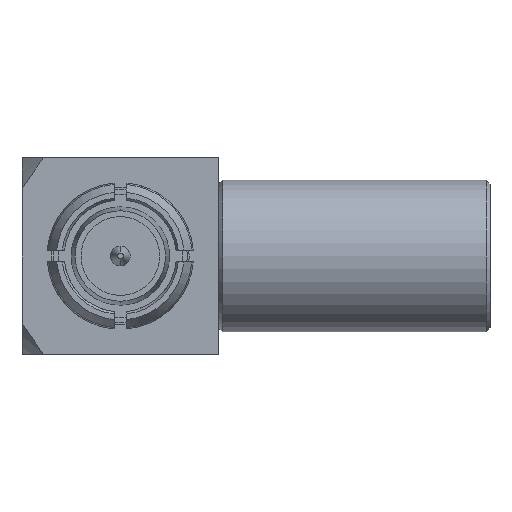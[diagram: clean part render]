
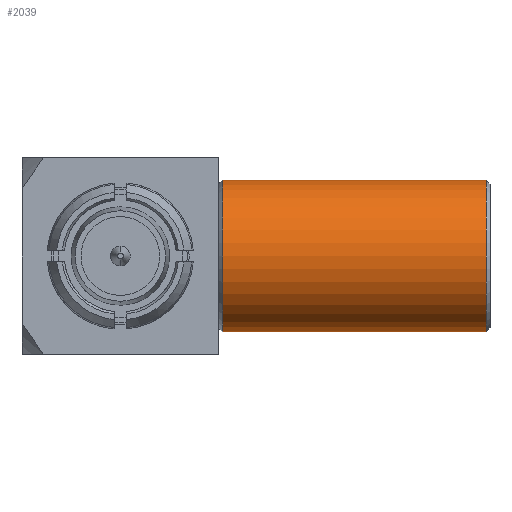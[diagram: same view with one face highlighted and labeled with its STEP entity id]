
A CAD part, left-side view. The second image highlights one B-rep face of the part: STEP entity #2039.
In plain terms, the highlighted free-form (B-spline) face has degree [1, 3] with [2, 4] control points.
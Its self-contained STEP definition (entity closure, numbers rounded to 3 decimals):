
#329 = AXIS2_PLACEMENT_3D ( 'NONE', #378, #2460, #1268 ) ;
#352 = VERTEX_POINT ( 'NONE', #2144 ) ;
#378 = CARTESIAN_POINT ( 'NONE',  ( 0., -2.6, 0. ) ) ;
#431 = CARTESIAN_POINT ( 'NONE',  ( 0., -5.95, -1.93 ) ) ;
#557 = CARTESIAN_POINT ( 'NONE',  ( -3.86, -2.6, -1.93 ) ) ;
#583 = CARTESIAN_POINT ( 'NONE',  ( 0., -2.6, 1.93 ) ) ;
#714 = CARTESIAN_POINT ( 'NONE',  ( 0., -9.3, -1.93 ) ) ;
#786 = EDGE_CURVE ( 'NONE', #2968, #352, #1666, .T. ) ;
#1087 = VECTOR ( 'NONE', #4237, 1000. ) ;
#1268 = DIRECTION ( 'NONE',  ( 0., 0., 1. ) ) ;
#1316 = DIRECTION ( 'NONE',  ( 0., -1., 0. ) ) ;
#1342 = CARTESIAN_POINT ( 'NONE',  ( -3.86, -9.3, -1.93 ) ) ;
#1666 = LINE ( 'NONE', #431, #2119 ) ;
#1949 = EDGE_CURVE ( 'NONE', #2245, #2968, #4511, .T. ) ;
#1963 = ORIENTED_EDGE ( 'NONE', *, *, #786, .F. ) ;
#2024 = AXIS2_PLACEMENT_3D ( 'NONE', #2847, #1316, #4928 ) ;
#2039 = ADVANCED_FACE ( 'NONE', ( #4850 ), #4218, .F. ) ;
#2096 = CARTESIAN_POINT ( 'NONE',  ( 0., -9.3, -1.93 ) ) ;
#2119 = VECTOR ( 'NONE', #4080, 1000. ) ;
#2144 = CARTESIAN_POINT ( 'NONE',  ( 0., -2.6, -1.93 ) ) ;
#2211 = ORIENTED_EDGE ( 'NONE', *, *, #4072, .F. ) ;
#2245 = VERTEX_POINT ( 'NONE', #4461 ) ;
#2361 = LINE ( 'NONE', #3947, #1087 ) ;
#2460 = DIRECTION ( 'NONE',  ( 0., -1., 0. ) ) ;
#2554 = CARTESIAN_POINT ( 'NONE',  ( -3.86, -2.6, 1.93 ) ) ;
#2583 = CARTESIAN_POINT ( 'NONE',  ( -3.86, -9.3, 1.93 ) ) ;
#2847 = CARTESIAN_POINT ( 'NONE',  ( 0., -9.3, 0. ) ) ;
#2848 = EDGE_LOOP ( 'NONE', ( #3463, #2211, #3031, #1963 ) ) ;
#2968 = VERTEX_POINT ( 'NONE', #714 ) ;
#3031 = ORIENTED_EDGE ( 'NONE', *, *, #4081, .T. ) ;
#3338 = CARTESIAN_POINT ( 'NONE',  ( 0., -2.6, -1.93 ) ) ;
#3463 = ORIENTED_EDGE ( 'NONE', *, *, #1949, .F. ) ;
#3947 = CARTESIAN_POINT ( 'NONE',  ( 0., -5.95, 1.93 ) ) ;
#4072 = EDGE_CURVE ( 'NONE', #4902, #2245, #2361, .T. ) ;
#4080 = DIRECTION ( 'NONE',  ( 0., 1., 0. ) ) ;
#4081 = EDGE_CURVE ( 'NONE', #4902, #352, #4988, .T. ) ;
#4124 = CARTESIAN_POINT ( 'NONE',  ( 0., -9.3, 1.93 ) ) ;
#4218 =( BOUNDED_SURFACE ( )  B_SPLINE_SURFACE ( 1, 3, ( 
 ( #2096, #1342, #2583, #4124 ),
 ( #3338, #557, #2554, #583 ) ),
 .UNSPECIFIED., .F., .F., .F. ) 
 B_SPLINE_SURFACE_WITH_KNOTS ( ( 2, 2 ),
 ( 4, 4 ),
 ( 0., 1. ),
 ( 0., 1. ),
 .UNSPECIFIED. ) 
 GEOMETRIC_REPRESENTATION_ITEM ( )  RATIONAL_B_SPLINE_SURFACE ( (
 ( 1., 0.333, 0.333, 1.),
 ( 1., 0.333, 0.333, 1.) ) ) 
 REPRESENTATION_ITEM ( '' )  SURFACE ( )  );
#4237 = DIRECTION ( 'NONE',  ( 0., -1., 0. ) ) ;
#4461 = CARTESIAN_POINT ( 'NONE',  ( 0., -9.3, 1.93 ) ) ;
#4511 = CIRCLE ( 'NONE', #2024, 1.93 ) ;
#4549 = CARTESIAN_POINT ( 'NONE',  ( 0., -2.6, 1.93 ) ) ;
#4850 = FACE_OUTER_BOUND ( 'NONE', #2848, .T. ) ;
#4902 = VERTEX_POINT ( 'NONE', #4549 ) ;
#4928 = DIRECTION ( 'NONE',  ( 0., 0., 1. ) ) ;
#4988 = CIRCLE ( 'NONE', #329, 1.93 ) ;
